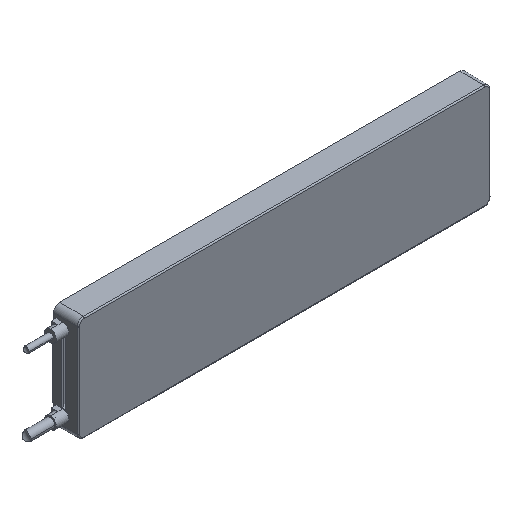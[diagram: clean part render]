
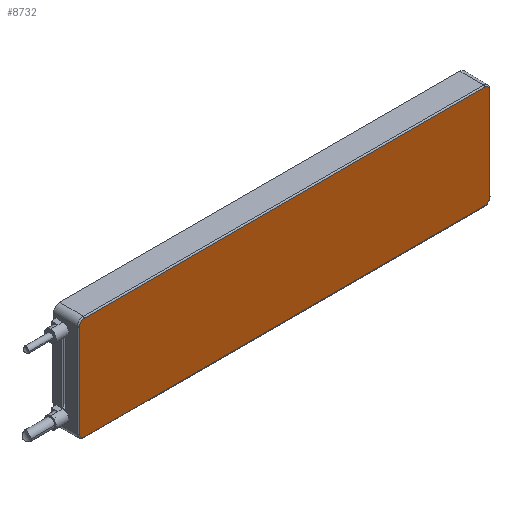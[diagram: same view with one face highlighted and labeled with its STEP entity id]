
A CAD part, isometric view. The second image highlights one B-rep face of the part: STEP entity #8732.
In plain terms, the highlighted planar face has unit normal (0, -1, 0).
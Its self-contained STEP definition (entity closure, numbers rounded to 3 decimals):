
#2101=DIRECTION('',(0.,0.,-1.));
#2102=VECTOR('',#2101,75.335);
#2103=CARTESIAN_POINT('',(-18.834,-7.85,
37.668));
#2104=LINE('',#2103,#2102);
#2115=CARTESIAN_POINT('',(310.166,-7.85,
-37.668));
#2116=DIRECTION('',(0.,1.,0.));
#2117=DIRECTION('',(1.,0.,0.));
#2118=AXIS2_PLACEMENT_3D('',#2115,#2116,#2117);
#2120=CARTESIAN_POINT('',(-14.833,-7.85,
-37.668));
#2121=DIRECTION('',(0.,1.,0.));
#2122=DIRECTION('',(0.,0.,-1.));
#2123=AXIS2_PLACEMENT_3D('',#2120,#2121,#2122);
#2125=CARTESIAN_POINT('',(-14.833,-7.85,
37.668));
#2126=DIRECTION('',(0.,1.,0.));
#2127=DIRECTION('',(-1.,0.,0.));
#2128=AXIS2_PLACEMENT_3D('',#2125,#2126,#2127);
#2130=CARTESIAN_POINT('',(310.166,-7.85,37.668));
#2131=DIRECTION('',(0.,1.,0.));
#2132=DIRECTION('',(0.,0.,1.));
#2133=AXIS2_PLACEMENT_3D('',#2130,#2131,#2132);
#2250=DIRECTION('',(1.,0.,0.));
#2251=VECTOR('',#2250,325.);
#2252=CARTESIAN_POINT('',(-14.834,-7.85,
-41.668));
#2253=LINE('',#2252,#2251);
#2288=DIRECTION('',(0.,0.,1.));
#2289=VECTOR('',#2288,75.335);
#2290=CARTESIAN_POINT('',(314.166,-7.85,
-37.668));
#2291=LINE('',#2290,#2289);
#2376=DIRECTION('',(-1.,0.,0.));
#2377=VECTOR('',#2376,325.);
#2378=CARTESIAN_POINT('',(310.166,-7.85,41.668));
#2379=LINE('',#2378,#2377);
#5376=CARTESIAN_POINT('',(-14.834,-7.85,41.668));
#5377=VERTEX_POINT('',#5376);
#5378=CARTESIAN_POINT('',(-18.834,-7.85,
37.668));
#5379=VERTEX_POINT('',#5378);
#5382=CARTESIAN_POINT('',(-18.834,-7.85,
-37.668));
#5383=VERTEX_POINT('',#5382);
#5390=CARTESIAN_POINT('',(314.166,-7.85,
-37.668));
#5391=CARTESIAN_POINT('',(310.166,-7.85,
-41.668));
#5392=VERTEX_POINT('',#5390);
#5393=VERTEX_POINT('',#5391);
#5394=CARTESIAN_POINT('',(-14.834,-7.85,
-41.668));
#5395=VERTEX_POINT('',#5394);
#5396=CARTESIAN_POINT('',(310.166,-7.85,41.668));
#5397=VERTEX_POINT('',#5396);
#5398=CARTESIAN_POINT('',(314.166,-7.85,37.668));
#5399=VERTEX_POINT('',#5398);
#8711=CARTESIAN_POINT('',(147.666,-7.85,0.));
#8712=DIRECTION('',(0.,1.,0.));
#8713=DIRECTION('',(-1.,0.,0.));
#8714=AXIS2_PLACEMENT_3D('',#8711,#8712,#8713);
#8715=PLANE('',#8714);
#8717=ORIENTED_EDGE('',*,*,#8716,.T.);
#8719=ORIENTED_EDGE('',*,*,#8718,.F.);
#8721=ORIENTED_EDGE('',*,*,#8720,.T.);
#8722=ORIENTED_EDGE('',*,*,#8691,.F.);
#8723=ORIENTED_EDGE('',*,*,#8665,.T.);
#8725=ORIENTED_EDGE('',*,*,#8724,.F.);
#8727=ORIENTED_EDGE('',*,*,#8726,.T.);
#8729=ORIENTED_EDGE('',*,*,#8728,.F.);
#8730=EDGE_LOOP('',(#8717,#8719,#8721,#8722,#8723,#8725,#8727,#8729));
#8731=FACE_OUTER_BOUND('',#8730,.F.);
#8732=ADVANCED_FACE('',(#8731),#8715,.F.);
#2119=CIRCLE('',#2118,4.);
#2124=CIRCLE('',#2123,4.);
#2129=CIRCLE('',#2128,4.);
#2134=CIRCLE('',#2133,4.);
#8665=EDGE_CURVE('',#5379,#5377,#2129,.T.);
#8691=EDGE_CURVE('',#5379,#5383,#2104,.T.);
#8716=EDGE_CURVE('',#5392,#5393,#2119,.T.);
#8718=EDGE_CURVE('',#5395,#5393,#2253,.T.);
#8720=EDGE_CURVE('',#5395,#5383,#2124,.T.);
#8724=EDGE_CURVE('',#5397,#5377,#2379,.T.);
#8726=EDGE_CURVE('',#5397,#5399,#2134,.T.);
#8728=EDGE_CURVE('',#5392,#5399,#2291,.T.);
